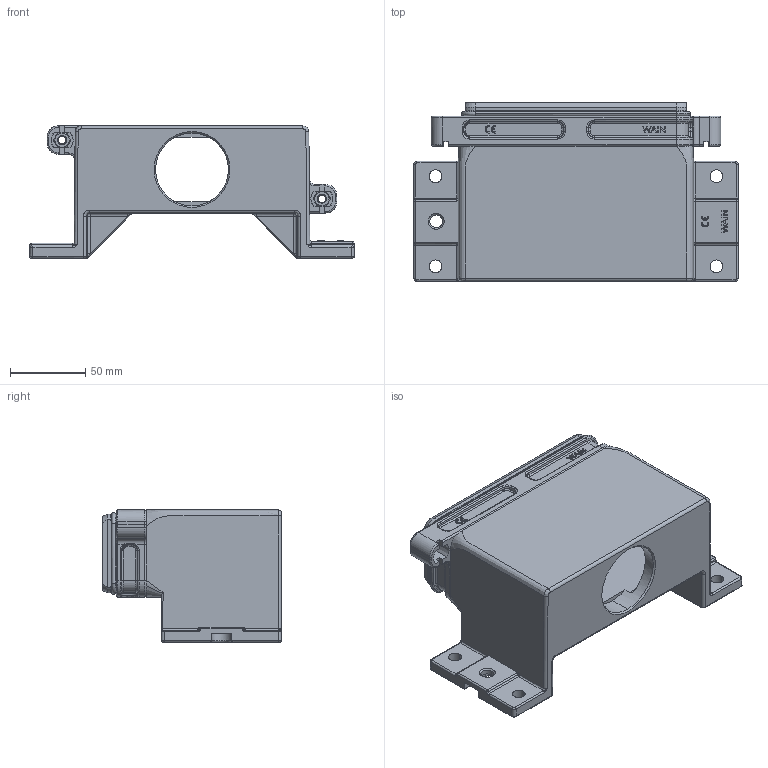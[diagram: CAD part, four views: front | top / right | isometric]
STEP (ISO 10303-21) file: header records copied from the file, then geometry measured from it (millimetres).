
FILE_DESCRIPTION(/* description */ (''),/* implementation_level */ '2;1');
FILE_NAME(/* name */ '3D_1136249201006_HP24B_H-BK-SE-2H-M50_V1.1.stp',/* time_stamp */ '2024-01-12T15:33:59+08:00',/* author */ (''),/* organization */ (''),/* preprocessor_version */ 'ST-DEVELOPER v18.1',/* originating_system */ 'SIEMENS PLM Software NX 1980',/* authorisation */ '');
FILE_SCHEMA (('AUTOMOTIVE_DESIGN { 1 0 10303 214 3 1 1 1 }'));
Length unit declared in the file: millimetre
Products named in the file (1): 3D_1136249201006_HP24B_H-BK-SE-2H-M50_V1.0_stp
Bounding box: 215.98 x 118.9 x 88 mm (x, y, z)
Volume: 509310.3 mm3; surface area: 142835.3 mm2
Topology: 1 solids, 7 shells, 1185 faces, 3040 edges, 1895 vertices
Faces by surface type: plane 481, cylinder 351, cone 147, torus 98, bspline 62, extrusion 24, sphere 22
Entity records: 43944 total; most frequent: CARTESIAN_POINT 17949, ORIENTED_EDGE 6040, DIRECTION 4404, EDGE_CURVE 3020, VERTEX_POINT 1895, AXIS2_PLACEMENT_3D 1546, VECTOR 1312, LINE 1288
